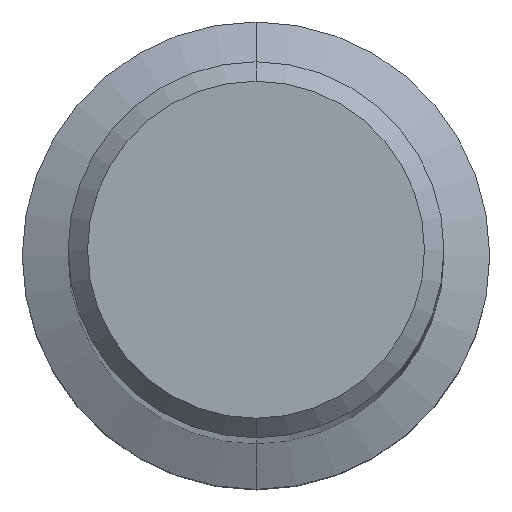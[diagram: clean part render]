
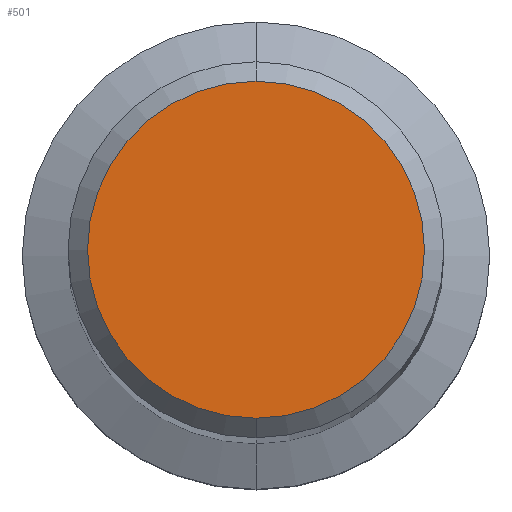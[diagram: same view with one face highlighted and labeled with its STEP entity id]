
A CAD part, top view. The second image highlights one B-rep face of the part: STEP entity #501.
In plain terms, the highlighted planar face has unit normal (0, 0, 1).
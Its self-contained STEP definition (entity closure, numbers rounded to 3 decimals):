
#213=EDGE_CURVE('',#349,#319,#569,.T.);
#319=VERTEX_POINT('',#684);
#349=VERTEX_POINT('',#718);
#421=EDGE_CURVE('',#319,#349,#798,.T.);
#501=ADVANCED_FACE('',(#888),#889,.T.);
#569=CIRCLE('',#956,8.65);
#684=CARTESIAN_POINT('',(0.,-8.65,0.0));
#718=CARTESIAN_POINT('',(0.0,8.65,0.0));
#798=CIRCLE('',#1494,8.65);
#888=FACE_OUTER_BOUND('',#1623,.T.);
#889=PLANE('',#1624);
#956=AXIS2_PLACEMENT_3D('',#1724,#1725,#1726);
#1494=AXIS2_PLACEMENT_3D('',#1977,#1978,#1979);
#1623=EDGE_LOOP('',(#2089,#2090));
#1624=AXIS2_PLACEMENT_3D('',#2091,#2092,#2093);
#1724=CARTESIAN_POINT('',(0.0,0.0,0.0));
#1725=DIRECTION('',(0.0,0.0,-1.0));
#1726=DIRECTION('',(0.0,1.0,0.0));
#1977=CARTESIAN_POINT('',(0.0,0.0,0.0));
#1978=DIRECTION('',(0.0,0.0,-1.0));
#1979=DIRECTION('',(0.0,1.0,0.0));
#2089=ORIENTED_EDGE('',*,*,#213,.F.);
#2090=ORIENTED_EDGE('',*,*,#421,.F.);
#2091=CARTESIAN_POINT('',(0.0,4.325,0.0));
#2092=DIRECTION('',(-0.0,0.0,1.0));
#2093=DIRECTION('',(0.0,-1.0,0.0));
